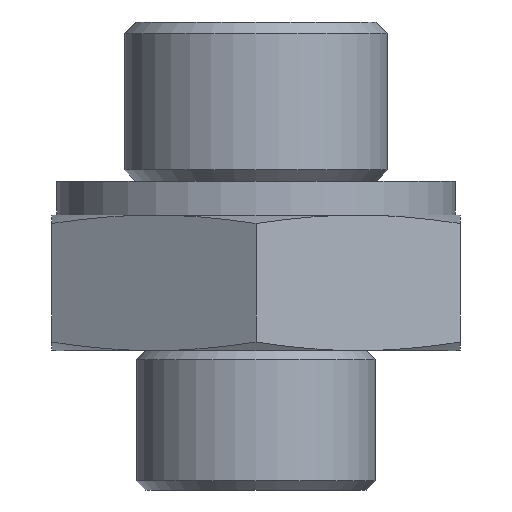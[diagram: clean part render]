
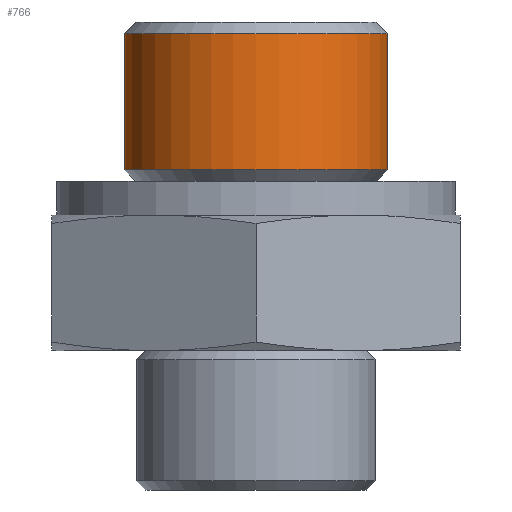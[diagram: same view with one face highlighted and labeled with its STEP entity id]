
A CAD part, front view. The second image highlights one B-rep face of the part: STEP entity #766.
In plain terms, the highlighted cylindrical face has radius 13.22 mm (diameter 26.441 mm), a full revolution.
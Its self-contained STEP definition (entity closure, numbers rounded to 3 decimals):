
#40=CYLINDRICAL_SURFACE('',#840,13.221);
#65=CIRCLE('',#800,13.221);
#84=CIRCLE('',#839,13.221);
#169=ORIENTED_EDGE('',*,*,#238,.T.);
#170=ORIENTED_EDGE('',*,*,#261,.F.);
#238=EDGE_CURVE('',#291,#291,#65,.T.);
#261=EDGE_CURVE('',#310,#310,#84,.T.);
#291=VERTEX_POINT('',#1120);
#310=VERTEX_POINT('',#1194);
#385=EDGE_LOOP('',(#169));
#386=EDGE_LOOP('',(#170));
#443=FACE_BOUND('',#385,.T.);
#444=FACE_BOUND('',#386,.T.);
#766=ADVANCED_FACE('',(#443,#444),#40,.T.);
#800=AXIS2_PLACEMENT_3D('',#1119,#893,#894);
#839=AXIS2_PLACEMENT_3D('',#1193,#971,#972);
#840=AXIS2_PLACEMENT_3D('',#1195,#973,#974);
#893=DIRECTION('',(0.,0.,-1.));
#894=DIRECTION('',(-1.,0.,0.));
#971=DIRECTION('',(0.,0.,-1.));
#972=DIRECTION('',(-1.,0.,0.));
#973=DIRECTION('',(0.,0.,-1.));
#974=DIRECTION('',(-1.,0.,0.));
#1119=CARTESIAN_POINT('',(0.,0.,14.838));
#1120=CARTESIAN_POINT('',(-13.221,0.,14.838));
#1193=CARTESIAN_POINT('',(0.,0.,1.162));
#1194=CARTESIAN_POINT('',(-13.221,0.,1.162));
#1195=CARTESIAN_POINT('',(0.,0.,-31.));
